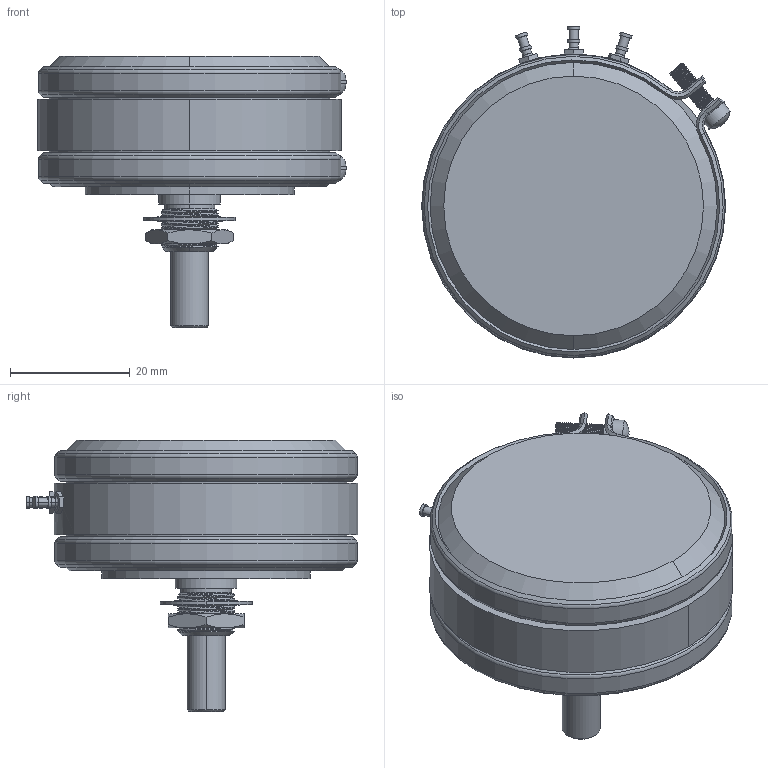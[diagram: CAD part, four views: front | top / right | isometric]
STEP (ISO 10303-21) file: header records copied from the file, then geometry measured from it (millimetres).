
FILE_DESCRIPTION((''),'2;1');
FILE_NAME('5611_SW0002','2013-08-20T',('BMozley'),(''),'PRO/ENGINEER BY PARAMETRIC TECHNOLOGY CORPORATION, 2013150','PRO/ENGINEER BY PARAMETRIC TECHNOLOGY CORPORATION, 2013150','');
FILE_SCHEMA(('CONFIG_CONTROL_DESIGN'));
Products named in the file (1): 5611_SW0002
Bounding box: 51.6 x 55.5 x 45.31 mm (x, y, z)
Volume: 44776.5 mm3; surface area: 13602.3 mm2
Topology: 1 solids, 1 shells, 583 faces, 1545 edges, 964 vertices
Faces by surface type: cylinder 242, plane 127, bspline 110, cone 70, torus 30, sphere 4
Entity records: 42257 total; most frequent: CARTESIAN_POINT 28871, ORIENTED_EDGE 3090, DIRECTION 2323, EDGE_CURVE 1545, VERTEX_POINT 964, AXIS2_PLACEMENT_3D 852, VECTOR 619, LINE 619
